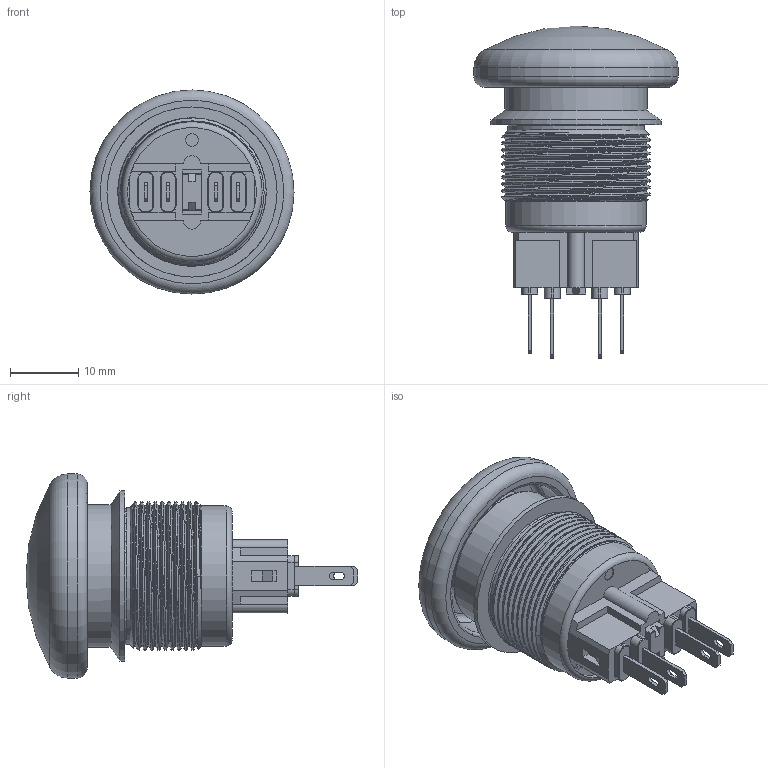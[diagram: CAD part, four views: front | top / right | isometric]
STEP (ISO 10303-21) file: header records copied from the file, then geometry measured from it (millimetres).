
FILE_DESCRIPTION(/* description */ (''),/* implementation_level */ '2;1');
FILE_NAME(/* name */ 'PV7M2Y00x.stp',/* time_stamp */ '2025-04-14T14:22:24-05:00',/* author */ ('mwilliams'),/* organization */ (''),/* preprocessor_version */ 'ST-DEVELOPER v18.1',/* originating_system */ 'Autodesk Inventor 2022',/* authorisation */ '');
FILE_SCHEMA (('AUTOMOTIVE_DESIGN { 1 0 10303 214 3 1 1 }'));
Length unit declared in the file: inch
Products named in the file (1): 100130044_Simplify_1
Bounding box: 30 x 48.8 x 30 mm (x, y, z)
Volume: 6750.9 mm3; surface area: 8143.2 mm2
Topology: 2 solids, 2 shells, 271 faces, 687 edges, 430 vertices
Faces by surface type: plane 146, cylinder 79, torus 23, bspline 17, cone 5, sphere 1
Full cylindrical faces by diameter (mm): 1.85 x1, 13.6 x1, 16.2 x1, 16.8 x2, 17.8 x1, 18.1 x1, 18.9 x1, 20 x2, 20.6 x1, 21 x1, 21.8 x8, 24 x1, 25 x1, 30 x1
Entity records: 20771 total; most frequent: CARTESIAN_POINT 14201, ORIENTED_EDGE 1372, DIRECTION 1325, EDGE_CURVE 686, AXIS2_PLACEMENT_3D 442, LINE 441, VECTOR 441, VERTEX_POINT 430
